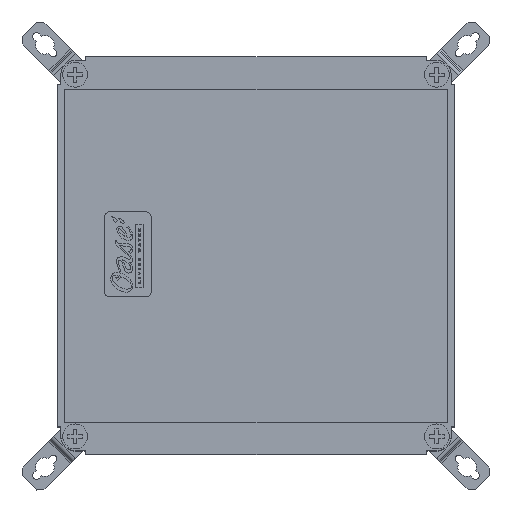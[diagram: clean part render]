
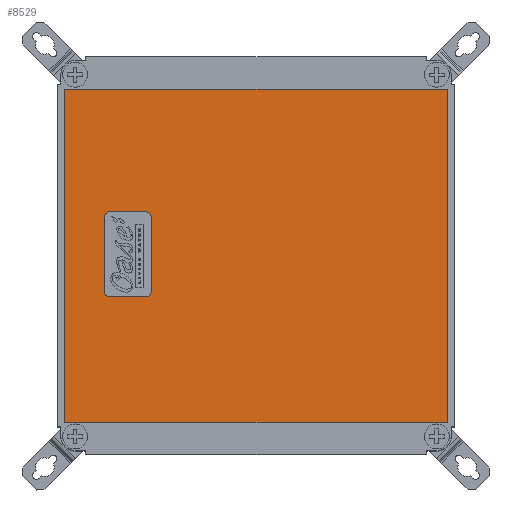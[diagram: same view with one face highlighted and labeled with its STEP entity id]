
A CAD part, top view. The second image highlights one B-rep face of the part: STEP entity #8529.
In plain terms, the highlighted planar face has unit normal (0, 0, 1).
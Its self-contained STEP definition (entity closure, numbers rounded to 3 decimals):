
#102=FACE_BOUND('',#1016,.T.);
#133=CIRCLE('',#8835,4.284);
#134=CIRCLE('',#8838,4.284);
#135=CIRCLE('',#8842,4.284);
#136=CIRCLE('',#8845,4.284);
#519=FACE_OUTER_BOUND('',#1015,.T.);
#1015=EDGE_LOOP('',(#6520,#6521,#6522,#6523));
#1016=EDGE_LOOP('',(#6524,#6525,#6526,#6527,#6528,#6529,#6530,#6531));
#1561=LINE('',#13052,#2540);
#1565=LINE('',#13061,#2544);
#1585=LINE('',#13811,#2564);
#1588=LINE('',#13819,#2567);
#1861=LINE('',#15891,#2840);
#1862=LINE('',#15893,#2841);
#1863=LINE('',#15895,#2842);
#1864=LINE('',#15896,#2843);
#2540=VECTOR('',#9456,29.131);
#2544=VECTOR('',#9466,59.976);
#2564=VECTOR('',#9494,29.131);
#2567=VECTOR('',#9503,59.976);
#2840=VECTOR('',#9972,308.);
#2841=VECTOR('',#9973,268.);
#2842=VECTOR('',#9974,308.);
#2843=VECTOR('',#9975,268.);
#3554=VERTEX_POINT('',#13050);
#3555=VERTEX_POINT('',#13051);
#3556=VERTEX_POINT('',#13056);
#3557=VERTEX_POINT('',#13060);
#3558=VERTEX_POINT('',#13064);
#3575=VERTEX_POINT('',#13810);
#3576=VERTEX_POINT('',#13814);
#3577=VERTEX_POINT('',#13818);
#3800=VERTEX_POINT('',#15889);
#3801=VERTEX_POINT('',#15890);
#3802=VERTEX_POINT('',#15892);
#3803=VERTEX_POINT('',#15894);
#4407=EDGE_CURVE('',#3554,#3555,#1561,.T.);
#4410=EDGE_CURVE('',#3555,#3556,#133,.T.);
#4412=EDGE_CURVE('',#3556,#3557,#1565,.T.);
#4414=EDGE_CURVE('',#3557,#3558,#134,.T.);
#4453=EDGE_CURVE('',#3558,#3575,#1585,.T.);
#4455=EDGE_CURVE('',#3575,#3576,#135,.T.);
#4457=EDGE_CURVE('',#3576,#3577,#1588,.T.);
#4459=EDGE_CURVE('',#3577,#3554,#136,.T.);
#4793=EDGE_CURVE('',#3800,#3801,#1861,.T.);
#4794=EDGE_CURVE('',#3801,#3802,#1862,.T.);
#4795=EDGE_CURVE('',#3802,#3803,#1863,.T.);
#4796=EDGE_CURVE('',#3803,#3800,#1864,.T.);
#6520=ORIENTED_EDGE('',*,*,#4793,.T.);
#6521=ORIENTED_EDGE('',*,*,#4794,.T.);
#6522=ORIENTED_EDGE('',*,*,#4795,.T.);
#6523=ORIENTED_EDGE('',*,*,#4796,.T.);
#6524=ORIENTED_EDGE('',*,*,#4407,.T.);
#6525=ORIENTED_EDGE('',*,*,#4410,.T.);
#6526=ORIENTED_EDGE('',*,*,#4412,.T.);
#6527=ORIENTED_EDGE('',*,*,#4414,.T.);
#6528=ORIENTED_EDGE('',*,*,#4453,.T.);
#6529=ORIENTED_EDGE('',*,*,#4455,.T.);
#6530=ORIENTED_EDGE('',*,*,#4457,.T.);
#6531=ORIENTED_EDGE('',*,*,#4459,.T.);
#8103=PLANE('',#8941);
#8529=ADVANCED_FACE('',(#519,#102),#8103,.T.);
#8835=AXIS2_PLACEMENT_3D('',#13057,#9461,#9462);
#8838=AXIS2_PLACEMENT_3D('',#13065,#9470,#9471);
#8842=AXIS2_PLACEMENT_3D('',#13815,#9498,#9499);
#8845=AXIS2_PLACEMENT_3D('',#13822,#9507,#9508);
#8941=AXIS2_PLACEMENT_3D('',#15888,#9970,#9971);
#9456=DIRECTION('',(1.,0.,0.));
#9461=DIRECTION('center_axis',(0.,0.,-1.));
#9462=DIRECTION('ref_axis',(1.,0.,0.));
#9466=DIRECTION('',(0.,-1.,0.));
#9470=DIRECTION('center_axis',(0.,0.,-1.));
#9471=DIRECTION('ref_axis',(0.,-1.,0.));
#9494=DIRECTION('',(-1.,0.,0.));
#9498=DIRECTION('center_axis',(0.,0.,-1.));
#9499=DIRECTION('ref_axis',(-1.,0.,0.));
#9503=DIRECTION('',(0.,1.,0.));
#9507=DIRECTION('center_axis',(0.,0.,-1.));
#9508=DIRECTION('ref_axis',(0.,1.,0.));
#9970=DIRECTION('center_axis',(0.,0.,1.));
#9971=DIRECTION('ref_axis',(1.,0.,0.));
#9972=DIRECTION('',(-1.,0.,0.));
#9973=DIRECTION('',(0.,-1.,0.));
#9974=DIRECTION('',(1.,0.,0.));
#9975=DIRECTION('',(0.,1.,0.));
#13050=CARTESIAN_POINT('',(-117.721,35.222,195.5));
#13051=CARTESIAN_POINT('',(-88.59,35.222,195.5));
#13052=CARTESIAN_POINT('',(-58.861,35.222,195.5));
#13056=CARTESIAN_POINT('',(-84.306,30.938,195.5));
#13057=CARTESIAN_POINT('Origin',(-88.59,30.938,195.5));
#13060=CARTESIAN_POINT('',(-84.306,-29.038,195.5));
#13061=CARTESIAN_POINT('',(-84.306,15.469,195.5));
#13064=CARTESIAN_POINT('',(-88.59,-33.322,195.5));
#13065=CARTESIAN_POINT('Origin',(-88.59,-29.038,195.5));
#13810=CARTESIAN_POINT('',(-117.721,-33.322,195.5));
#13811=CARTESIAN_POINT('',(-44.295,-33.322,195.5));
#13814=CARTESIAN_POINT('',(-122.005,-29.038,195.5));
#13815=CARTESIAN_POINT('Origin',(-117.721,-29.038,195.5));
#13818=CARTESIAN_POINT('',(-122.005,30.938,195.5));
#13819=CARTESIAN_POINT('',(-122.005,-14.519,195.5));
#13822=CARTESIAN_POINT('Origin',(-117.721,30.938,195.5));
#15888=CARTESIAN_POINT('Origin',(0.,0.,
195.5));
#15889=CARTESIAN_POINT('',(154.,134.,195.5));
#15890=CARTESIAN_POINT('',(-154.,134.,195.5));
#15891=CARTESIAN_POINT('',(-154.,134.,195.5));
#15892=CARTESIAN_POINT('',(-154.,-134.,195.5));
#15893=CARTESIAN_POINT('',(-154.,-134.,195.5));
#15894=CARTESIAN_POINT('',(154.,-134.,195.5));
#15895=CARTESIAN_POINT('',(154.,-134.,195.5));
#15896=CARTESIAN_POINT('',(154.,134.,195.5));
